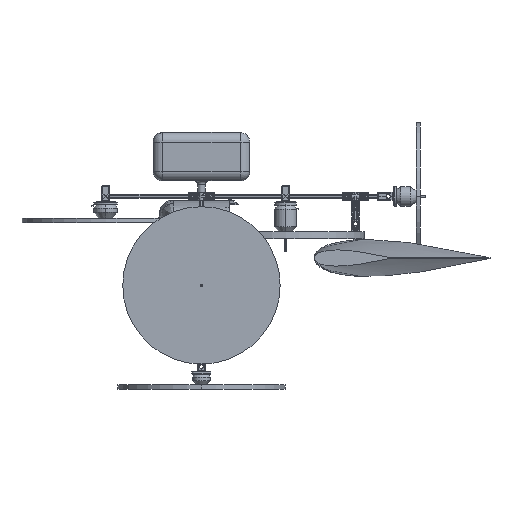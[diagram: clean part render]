
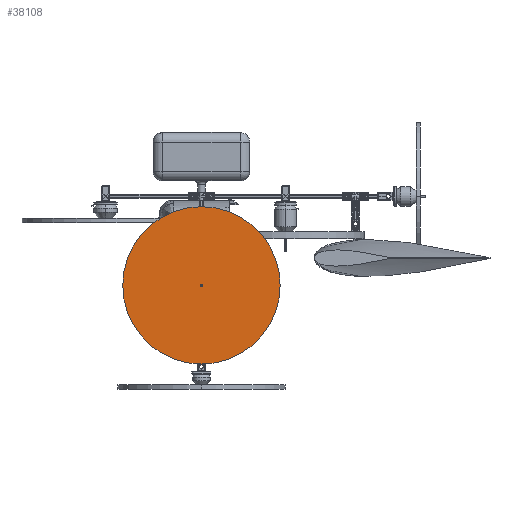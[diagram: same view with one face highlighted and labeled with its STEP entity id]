
A CAD part, front view. The second image highlights one B-rep face of the part: STEP entity #38108.
In plain terms, the highlighted face is planar.
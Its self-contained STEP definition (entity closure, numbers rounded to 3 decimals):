
#38019=CARTESIAN_POINT('',(0.,0.,0.));
#38020=DIRECTION('',(0.,0.,1.));
#38021=DIRECTION('',(1.,0.,0.));
#38022=AXIS2_PLACEMENT_3D('',#38019,#38020,#38021);
#38024=CARTESIAN_POINT('',(0.,0.,0.));
#38025=DIRECTION('',(0.,0.,1.));
#38026=DIRECTION('',(-1.,0.,0.));
#38027=AXIS2_PLACEMENT_3D('',#38024,#38025,#38026);
#38029=CARTESIAN_POINT('',(0.,0.,0.));
#38030=DIRECTION('',(0.,0.,-1.));
#38031=DIRECTION('',(1.,0.,0.));
#38032=AXIS2_PLACEMENT_3D('',#38029,#38030,#38031);
#38034=CARTESIAN_POINT('',(0.,0.,0.));
#38035=DIRECTION('',(0.,0.,-1.));
#38036=DIRECTION('',(-1.,0.,0.));
#38037=AXIS2_PLACEMENT_3D('',#38034,#38035,#38036);
#38075=CARTESIAN_POINT('',(203.2,0.,0.));
#38076=CARTESIAN_POINT('',(-203.2,0.,0.));
#38077=VERTEX_POINT('',#38075);
#38078=VERTEX_POINT('',#38076);
#38083=CARTESIAN_POINT('',(3.175,0.,0.));
#38084=CARTESIAN_POINT('',(-3.175,0.,0.));
#38085=VERTEX_POINT('',#38083);
#38086=VERTEX_POINT('',#38084);
#38091=CARTESIAN_POINT('',(0.,0.,0.));
#38092=DIRECTION('',(0.,0.,1.));
#38093=DIRECTION('',(1.,0.,0.));
#38094=AXIS2_PLACEMENT_3D('',#38091,#38092,#38093);
#38095=PLANE('',#38094);
#38097=ORIENTED_EDGE('',*,*,#38096,.T.);
#38099=ORIENTED_EDGE('',*,*,#38098,.T.);
#38100=EDGE_LOOP('',(#38097,#38099));
#38101=FACE_OUTER_BOUND('',#38100,.F.);
#38103=ORIENTED_EDGE('',*,*,#38102,.T.);
#38105=ORIENTED_EDGE('',*,*,#38104,.T.);
#38106=EDGE_LOOP('',(#38103,#38105));
#38107=FACE_BOUND('',#38106,.F.);
#38108=ADVANCED_FACE('',(#38101,#38107),#38095,.F.);
#38023=CIRCLE('',#38022,203.2);
#38028=CIRCLE('',#38027,203.2);
#38033=CIRCLE('',#38032,3.175);
#38038=CIRCLE('',#38037,3.175);
#38096=EDGE_CURVE('',#38077,#38078,#38023,.T.);
#38098=EDGE_CURVE('',#38078,#38077,#38028,.T.);
#38102=EDGE_CURVE('',#38085,#38086,#38033,.T.);
#38104=EDGE_CURVE('',#38086,#38085,#38038,.T.);
